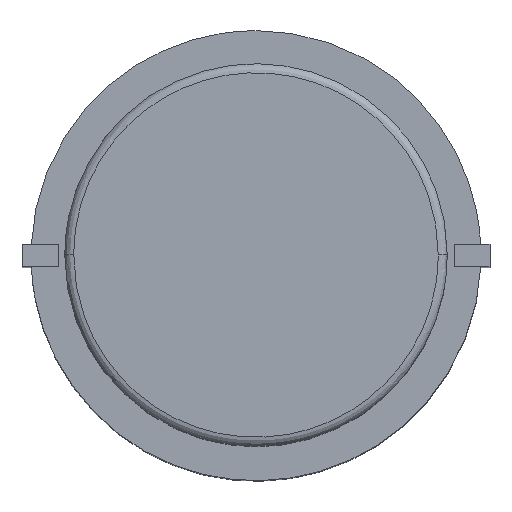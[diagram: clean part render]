
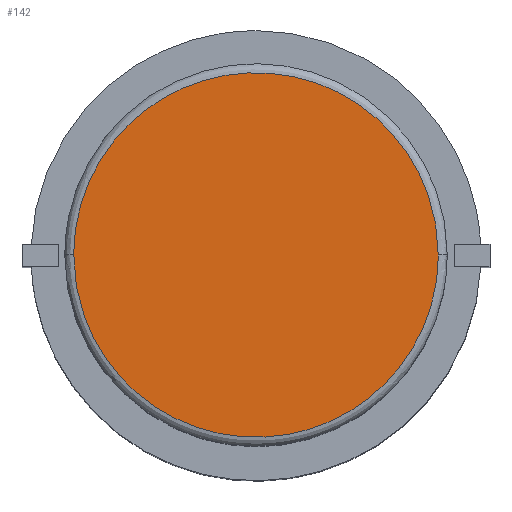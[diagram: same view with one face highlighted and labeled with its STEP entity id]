
A CAD part, top view. The second image highlights one B-rep face of the part: STEP entity #142.
In plain terms, the highlighted planar face has unit normal (0, 0, -1).
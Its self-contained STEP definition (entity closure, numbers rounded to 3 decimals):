
#142=ADVANCED_FACE('',(#276),#2075,.T.);
#276=FACE_OUTER_BOUND('',#414,.T.);
#414=EDGE_LOOP('',(#668,#669));
#668=ORIENTED_EDGE('',*,*,#1231,.F.);
#669=ORIENTED_EDGE('',*,*,#1219,.F.);
#1219=EDGE_CURVE('',#1816,#1823,#1592,.T.);
#1231=EDGE_CURVE('',#1823,#1816,#1604,.T.);
#1592=(
BOUNDED_CURVE()
B_SPLINE_CURVE(3,(#3509,#3510,#3511,#3512,#3513,#3514,#3515,#3516,#3517,
#3518,#3519,#3520,#3521,#3522,#3523,#3524,#3525,#3526,#3527,#3528,#3529,
#3530,#3531,#3532,#3533),.UNSPECIFIED.,.F.,.F.)
B_SPLINE_CURVE_WITH_KNOTS((4,3,3,3,3,3,3,3,4),(0.,1.527,3.181,
4.835,6.362,7.888,9.542,11.196,
12.723),.UNSPECIFIED.)
CURVE()
GEOMETRIC_REPRESENTATION_ITEM()
RATIONAL_B_SPLINE_CURVE((1.,1.,1.,1.,1.,1.,1.,1.,1.,1.,1.,
1.,1.,1.,1.,1.,1.,
1.,1.,1.,1.,1.,1.,1.,1.))
REPRESENTATION_ITEM('')
);
#1604=(
BOUNDED_CURVE()
B_SPLINE_CURVE(3,(#3617,#3618,#3619,#3620,#3621,#3622,#3623,#3624,#3625,
#3626,#3627,#3628,#3629,#3630,#3631,#3632,#3633,#3634,#3635,#3636,#3637,
#3638,#3639,#3640,#3641),.UNSPECIFIED.,.F.,.F.)
B_SPLINE_CURVE_WITH_KNOTS((4,3,3,3,3,3,3,3,4),(12.723,14.25,
15.904,17.558,19.085,20.611,22.265,
23.92,25.446),.UNSPECIFIED.)
CURVE()
GEOMETRIC_REPRESENTATION_ITEM()
RATIONAL_B_SPLINE_CURVE((1.,1.,1.,1.,1.,1.,1.,1.,
1.,1.,1.,1.,1.,
1.,1.,1.,1.,1.,1.,1.,1.,1.,1.,1.,1.))
REPRESENTATION_ITEM('')
);
#1816=VERTEX_POINT('',#3418);
#1823=VERTEX_POINT('',#3425);
#2075=PLANE('',#2128);
#2128=AXIS2_PLACEMENT_3D('',#3147,#2165,$);
#2165=DIRECTION('',(0.,0.,-1.));
#3147=CARTESIAN_POINT('',(-5.313,-5.313,18.4));
#3418=CARTESIAN_POINT('',(4.05,0.,18.4));
#3425=CARTESIAN_POINT('',(-4.05,0.,18.4));
#3509=CARTESIAN_POINT('',(4.05,0.,18.4));
#3510=CARTESIAN_POINT('',(4.05,0.509,18.4));
#3511=CARTESIAN_POINT('',(3.953,1.018,18.4));
#3512=CARTESIAN_POINT('',(3.766,1.491,18.4));
#3513=CARTESIAN_POINT('',(3.563,2.003,18.4));
#3514=CARTESIAN_POINT('',(3.254,2.474,18.4));
#3515=CARTESIAN_POINT('',(2.864,2.864,18.4));
#3516=CARTESIAN_POINT('',(2.474,3.254,18.4));
#3517=CARTESIAN_POINT('',(2.003,3.563,18.4));
#3518=CARTESIAN_POINT('',(1.491,3.766,18.4));
#3519=CARTESIAN_POINT('',(1.018,3.953,18.4));
#3520=CARTESIAN_POINT('',(0.509,4.05,18.4));
#3521=CARTESIAN_POINT('',(0.,4.05,18.4));
#3522=CARTESIAN_POINT('',(-0.509,4.05,18.4));
#3523=CARTESIAN_POINT('',(-1.018,3.953,18.4));
#3524=CARTESIAN_POINT('',(-1.491,3.766,18.4));
#3525=CARTESIAN_POINT('',(-2.003,3.563,18.4));
#3526=CARTESIAN_POINT('',(-2.474,3.254,18.4));
#3527=CARTESIAN_POINT('',(-2.864,2.864,18.4));
#3528=CARTESIAN_POINT('',(-3.254,2.474,18.4));
#3529=CARTESIAN_POINT('',(-3.563,2.003,18.4));
#3530=CARTESIAN_POINT('',(-3.766,1.491,18.4));
#3531=CARTESIAN_POINT('',(-3.953,1.018,18.4));
#3532=CARTESIAN_POINT('',(-4.05,0.509,18.4));
#3533=CARTESIAN_POINT('',(-4.05,0.,18.4));
#3617=CARTESIAN_POINT('',(-4.05,0.,18.4));
#3618=CARTESIAN_POINT('',(-4.05,-0.509,18.4));
#3619=CARTESIAN_POINT('',(-3.953,-1.018,18.4));
#3620=CARTESIAN_POINT('',(-3.766,-1.491,18.4));
#3621=CARTESIAN_POINT('',(-3.563,-2.003,18.4));
#3622=CARTESIAN_POINT('',(-3.254,-2.474,18.4));
#3623=CARTESIAN_POINT('',(-2.864,-2.864,18.4));
#3624=CARTESIAN_POINT('',(-2.474,-3.254,18.4));
#3625=CARTESIAN_POINT('',(-2.003,-3.563,18.4));
#3626=CARTESIAN_POINT('',(-1.491,-3.766,18.4));
#3627=CARTESIAN_POINT('',(-1.018,-3.953,18.4));
#3628=CARTESIAN_POINT('',(-0.509,-4.05,18.4));
#3629=CARTESIAN_POINT('',(0.,-4.05,18.4));
#3630=CARTESIAN_POINT('',(0.509,-4.05,18.4));
#3631=CARTESIAN_POINT('',(1.018,-3.953,18.4));
#3632=CARTESIAN_POINT('',(1.491,-3.766,18.4));
#3633=CARTESIAN_POINT('',(2.003,-3.563,18.4));
#3634=CARTESIAN_POINT('',(2.474,-3.254,18.4));
#3635=CARTESIAN_POINT('',(2.864,-2.864,18.4));
#3636=CARTESIAN_POINT('',(3.254,-2.474,18.4));
#3637=CARTESIAN_POINT('',(3.563,-2.003,18.4));
#3638=CARTESIAN_POINT('',(3.766,-1.491,18.4));
#3639=CARTESIAN_POINT('',(3.953,-1.018,18.4));
#3640=CARTESIAN_POINT('',(4.05,-0.509,18.4));
#3641=CARTESIAN_POINT('',(4.05,0.,18.4));
